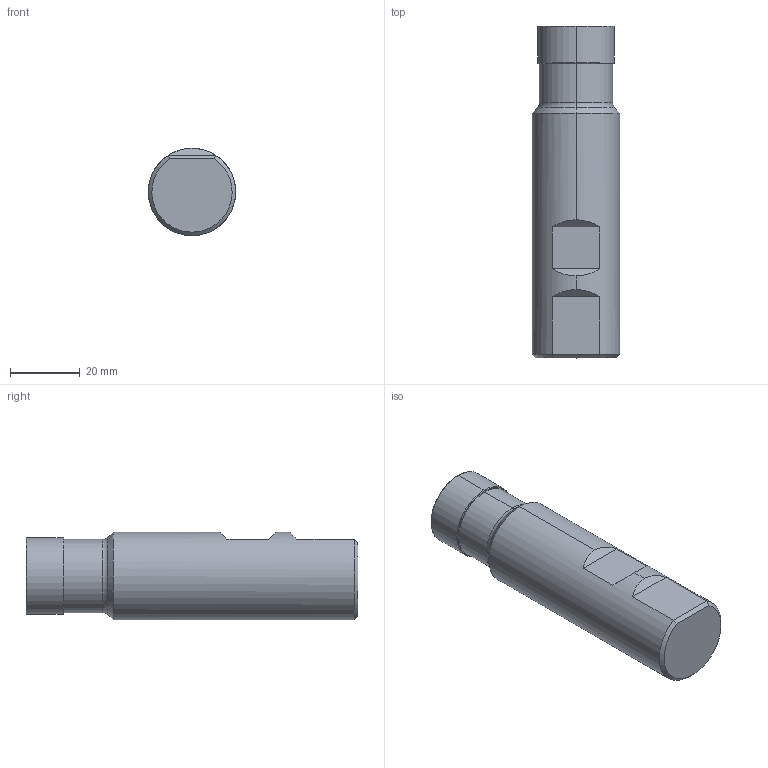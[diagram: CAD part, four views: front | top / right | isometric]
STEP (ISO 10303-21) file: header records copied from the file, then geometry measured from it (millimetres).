
FILE_DESCRIPTION (( 'STEP AP214' ), '1' );
FILE_NAME ('740W W D22-3.step', '2018-10-09T11:07:08', ( '' ), ( '' ), 'SwSTEP 2.0', 'SolidWorks 2016', '' );
FILE_SCHEMA (( 'AUTOMOTIVE_DESIGN' ));
Length unit declared in the file: millimetre
Products named in the file (1): 740W W D22-3
Bounding box: 25 x 95 x 25 mm (x, y, z)
Volume: 42760.1 mm3; surface area: 8085.7 mm2
Topology: 1 solids, 1 shells, 29 faces, 61 edges, 34 vertices
Faces by surface type: cylinder 8, plane 8, cone 7, torus 6
Entity records: 800 total; most frequent: CARTESIAN_POINT 149, DIRECTION 142, ORIENTED_EDGE 122, EDGE_CURVE 61, AXIS2_PLACEMENT_3D 59, VERTEX_POINT 34, EDGE_LOOP 29, CIRCLE 29
